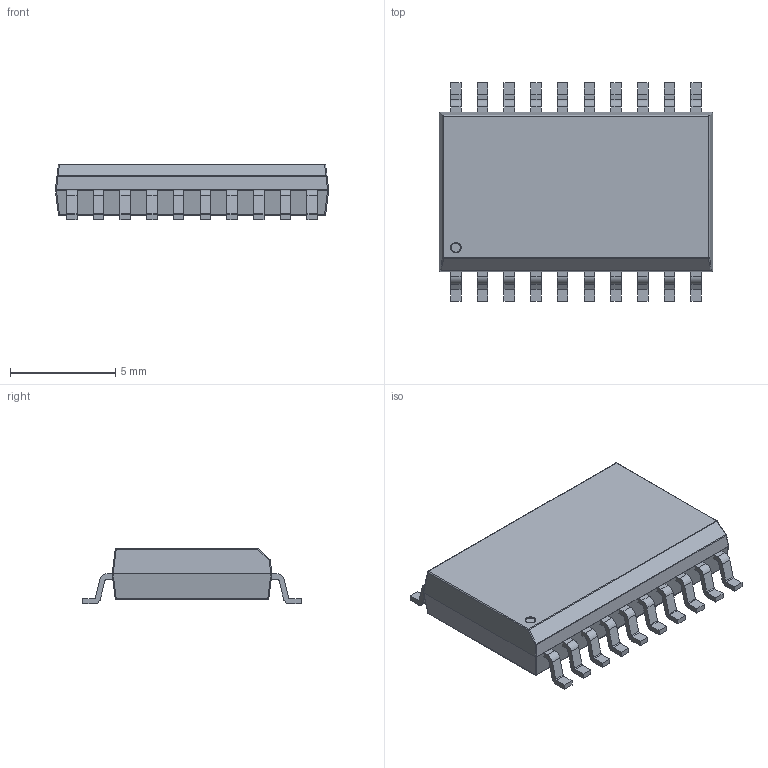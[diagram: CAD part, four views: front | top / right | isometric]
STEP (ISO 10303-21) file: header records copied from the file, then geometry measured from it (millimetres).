
FILE_DESCRIPTION(('STEP AP214'), '1');
FILE_NAME('SOIC-20W', '', ('UNSPECIFIED'), ('UNSPECIFIED'), 'ASCON STEP Converter 1.3', 'ASCON Math Kernel', '');
FILE_SCHEMA(('AUTOMOTIVE_DESIGN { 1 0 10303 214 3 1 1}'));
Length unit declared in the file: millimetre
Bounding box: 13 x 10.4 x 2.65 mm (x, y, z)
Volume: 238.7 mm3; surface area: 358.4 mm2
Topology: 21 solids, 21 shells, 324 faces, 990 edges, 749 vertices
Faces by surface type: plane 212, cylinder 103, bspline 8, torus 1
Full cylindrical faces by diameter (mm): 0.5 x1
Entity records: 13966 total; most frequent: CARTESIAN_POINT 2178, DIRECTION 1837, ORIENTED_EDGE 1656, EDGE_CURVE 828, LINE 685, VECTOR 685, AXIS2_PLACEMENT_3D 576, VERTEX_POINT 549
